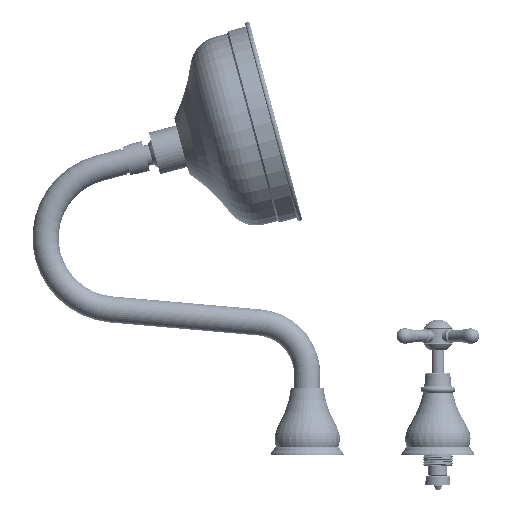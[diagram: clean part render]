
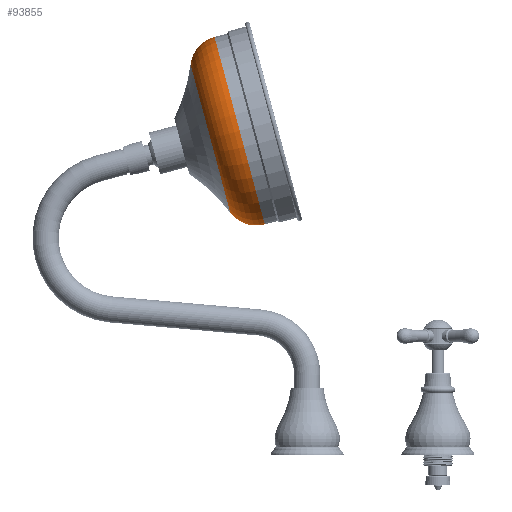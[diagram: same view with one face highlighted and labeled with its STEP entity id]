
A CAD part, left-side view. The second image highlights one B-rep face of the part: STEP entity #93855.
In plain terms, the highlighted toroidal (fillet/blend) face has major radius 49.25 mm and minor radius 25 mm.
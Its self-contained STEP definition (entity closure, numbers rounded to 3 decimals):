
#3521 = CIRCLE ( 'NONE', #49737, 25. ) ;
#6298 = VERTEX_POINT ( 'NONE', #60062 ) ;
#15018 = ORIENTED_EDGE ( 'NONE', *, *, #26550, .T. ) ;
#18746 = DIRECTION ( 'NONE',  ( 0., 0., 1. ) ) ;
#18889 = VERTEX_POINT ( 'NONE', #39995 ) ;
#22066 = DIRECTION ( 'NONE',  ( 0., 1., 0. ) ) ;
#25199 = ORIENTED_EDGE ( 'NONE', *, *, #42882, .T. ) ;
#26550 = EDGE_CURVE ( 'NONE', #18889, #39010, #3521, .T. ) ;
#26993 = AXIS2_PLACEMENT_3D ( 'NONE', #56415, #33712, #18746 ) ;
#27360 = ORIENTED_EDGE ( 'NONE', *, *, #83975, .F. ) ;
#27681 = DIRECTION ( 'NONE',  ( 0., 0., -1. ) ) ;
#30666 = TOROIDAL_SURFACE ( 'NONE', #84640, 49.25, 25. ) ;
#30982 = CARTESIAN_POINT ( 'NONE',  ( 0., 28.63, -74.25 ) ) ;
#33712 = DIRECTION ( 'NONE',  ( 0., 1., 0. ) ) ;
#34283 = DIRECTION ( 'NONE',  ( 0., 1., 0. ) ) ;
#36074 = FACE_OUTER_BOUND ( 'NONE', #91611, .T. ) ;
#36730 = DIRECTION ( 'NONE',  ( 0., 0., 1. ) ) ;
#39010 = VERTEX_POINT ( 'NONE', #71194 ) ;
#39284 = AXIS2_PLACEMENT_3D ( 'NONE', #77936, #56678, #27681 ) ;
#39995 = CARTESIAN_POINT ( 'NONE',  ( 0., 28.63, 74.25 ) ) ;
#42853 = CARTESIAN_POINT ( 'NONE',  ( 0., 28.63, 0. ) ) ;
#42882 = EDGE_CURVE ( 'NONE', #46629, #18889, #50060, .T. ) ;
#43477 = DIRECTION ( 'NONE',  ( -1., 0., 0. ) ) ;
#46629 = VERTEX_POINT ( 'NONE', #30982 ) ;
#49737 = AXIS2_PLACEMENT_3D ( 'NONE', #94177, #43477, #36730 ) ;
#50060 = CIRCLE ( 'NONE', #74757, 74.25 ) ;
#50241 = CARTESIAN_POINT ( 'NONE',  ( 0., 28.63, 0. ) ) ;
#56415 = CARTESIAN_POINT ( 'NONE',  ( 0., 51.775, 0. ) ) ;
#56678 = DIRECTION ( 'NONE',  ( 1., 0., 0. ) ) ;
#59336 = CIRCLE ( 'NONE', #39284, 25. ) ;
#60062 = CARTESIAN_POINT ( 'NONE',  ( 0., 51.775, -58.7 ) ) ;
#66252 = EDGE_CURVE ( 'NONE', #6298, #39010, #88732, .T. ) ;
#71194 = CARTESIAN_POINT ( 'NONE',  ( 0., 51.775, 58.7 ) ) ;
#74757 = AXIS2_PLACEMENT_3D ( 'NONE', #50241, #34283, #78263 ) ;
#77936 = CARTESIAN_POINT ( 'NONE',  ( 0., 28.63, -49.25 ) ) ;
#78263 = DIRECTION ( 'NONE',  ( 0., 0., 1. ) ) ;
#83975 = EDGE_CURVE ( 'NONE', #46629, #6298, #59336, .T. ) ;
#84640 = AXIS2_PLACEMENT_3D ( 'NONE', #42853, #22066, #87766 ) ;
#87766 = DIRECTION ( 'NONE',  ( 0., 0., 1. ) ) ;
#88732 = CIRCLE ( 'NONE', #26993, 58.7 ) ;
#91611 = EDGE_LOOP ( 'NONE', ( #27360, #25199, #15018, #95470 ) ) ;
#93855 = ADVANCED_FACE ( 'NONE', ( #36074 ), #30666, .T. ) ;
#94177 = CARTESIAN_POINT ( 'NONE',  ( 0., 28.63, 49.25 ) ) ;
#95470 = ORIENTED_EDGE ( 'NONE', *, *, #66252, .F. ) ;
